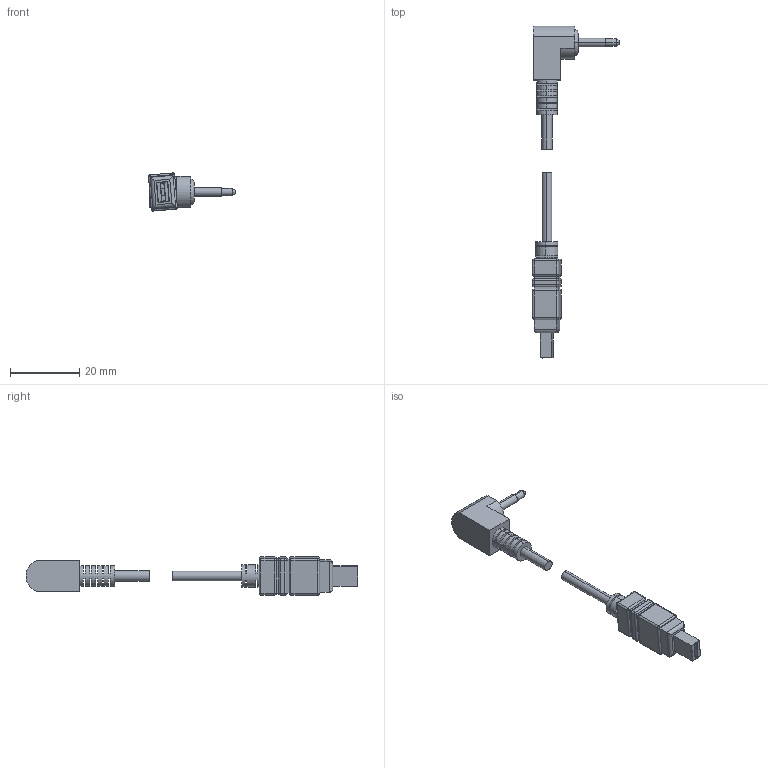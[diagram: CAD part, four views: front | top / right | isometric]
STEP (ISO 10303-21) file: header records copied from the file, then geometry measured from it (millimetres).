
FILE_DESCRIPTION (( 'STEP AP214' ), '1' );
FILE_NAME ('Shutter Cable N3 for Nikon.step', '2016-10-28T07:00:49', ( 'dell' ), ( '' ), 'SwSTEP 2.0', 'SolidWorks 2013', '' );
FILE_SCHEMA (( 'AUTOMOTIVE_DESIGN' ));
Length unit declared in the file: millimetre
Products named in the file (1): Shutter Cable N3 for Nikon
Bounding box: 25.18 x 95.95 x 11.01 mm (x, y, z)
Surface area: 2751.4 mm2 (no closed solid volume)
Topology: 0 solids, 2 shells, 182 faces, 428 edges, 234 vertices
Faces by surface type: plane 92, cylinder 62, sphere 24, cone 2, torus 2
Entity records: 6964 total; most frequent: DIRECTION 922, CARTESIAN_POINT 857, ORIENTED_EDGE 804, EDGE_CURVE 404, AXIS2_PLACEMENT_3D 347, VERTEX_POINT 234, VECTOR 228, LINE 228
